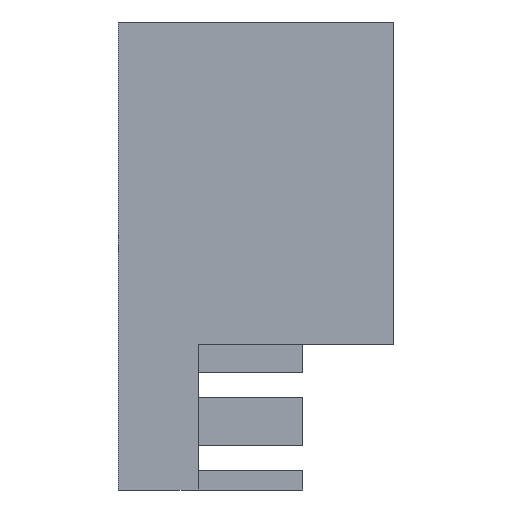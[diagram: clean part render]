
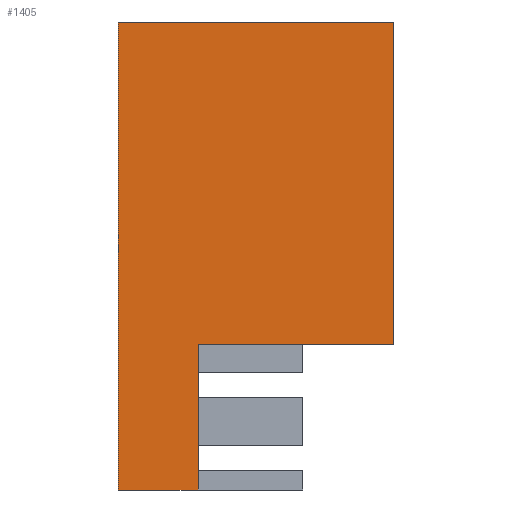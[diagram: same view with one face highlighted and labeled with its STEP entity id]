
A CAD part, left-side view. The second image highlights one B-rep face of the part: STEP entity #1405.
In plain terms, the highlighted planar face has unit normal (-1, 0, 0).
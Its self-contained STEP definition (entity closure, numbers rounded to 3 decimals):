
#69=LINE('',#2125,#156);
#84=LINE('',#2496,#171);
#86=LINE('',#2500,#173);
#87=LINE('',#2501,#174);
#88=LINE('',#2503,#175);
#89=LINE('',#2505,#176);
#156=VECTOR('',#1593,1000.);
#171=VECTOR('',#1614,1000.);
#173=VECTOR('',#1618,1000.);
#174=VECTOR('',#1619,1000.);
#175=VECTOR('',#1620,1000.);
#176=VECTOR('',#1621,1000.);
#299=ORIENTED_EDGE('',*,*,#681,.F.);
#300=ORIENTED_EDGE('',*,*,#643,.F.);
#301=ORIENTED_EDGE('',*,*,#682,.T.);
#302=ORIENTED_EDGE('',*,*,#683,.T.);
#303=ORIENTED_EDGE('',*,*,#684,.F.);
#304=ORIENTED_EDGE('',*,*,#679,.F.);
#643=EDGE_CURVE('',#834,#832,#69,.T.);
#679=EDGE_CURVE('',#870,#871,#84,.T.);
#681=EDGE_CURVE('',#832,#870,#86,.T.);
#682=EDGE_CURVE('',#834,#872,#87,.T.);
#683=EDGE_CURVE('',#872,#873,#88,.T.);
#684=EDGE_CURVE('',#871,#873,#89,.T.);
#832=VERTEX_POINT('',#2120);
#834=VERTEX_POINT('',#2124);
#870=VERTEX_POINT('',#2495);
#871=VERTEX_POINT('',#2497);
#872=VERTEX_POINT('',#2502);
#873=VERTEX_POINT('',#2504);
#1066=EDGE_LOOP('',(#299,#300,#301,#302,#303,#304));
#1213=FACE_BOUND('',#1066,.T.);
#1345=PLANE('',#1518);
#1405=ADVANCED_FACE('',(#1213),#1345,.F.);
#1518=AXIS2_PLACEMENT_3D('',#2499,#1616,#1617);
#1593=DIRECTION('',(0.,0.,-1.));
#1614=DIRECTION('',(0.,0.,-1.));
#1616=DIRECTION('',(1.,0.,0.));
#1617=DIRECTION('',(0.,0.,-1.));
#1618=DIRECTION('',(0.,1.,0.));
#1619=DIRECTION('',(0.,1.,0.));
#1620=DIRECTION('',(0.,0.,-1.));
#1621=DIRECTION('',(0.,1.,0.));
#2120=CARTESIAN_POINT('',(-63.,-5.,-3.2));
#2124=CARTESIAN_POINT('',(-63.,-5.,8.5));
#2125=CARTESIAN_POINT('',(-63.,-5.,8.5));
#2495=CARTESIAN_POINT('',(-63.,2.1,-3.2));
#2496=CARTESIAN_POINT('',(-63.,2.1,-3.2));
#2497=CARTESIAN_POINT('',(-63.,2.1,-8.5));
#2499=CARTESIAN_POINT('',(-63.,-5.,8.5));
#2500=CARTESIAN_POINT('',(-63.,-5.,-3.2));
#2501=CARTESIAN_POINT('',(-63.,-5.,8.5));
#2502=CARTESIAN_POINT('',(-63.,5.,8.5));
#2503=CARTESIAN_POINT('',(-63.,5.,8.5));
#2504=CARTESIAN_POINT('',(-63.,5.,-8.5));
#2505=CARTESIAN_POINT('',(-63.,-5.,-8.5));
